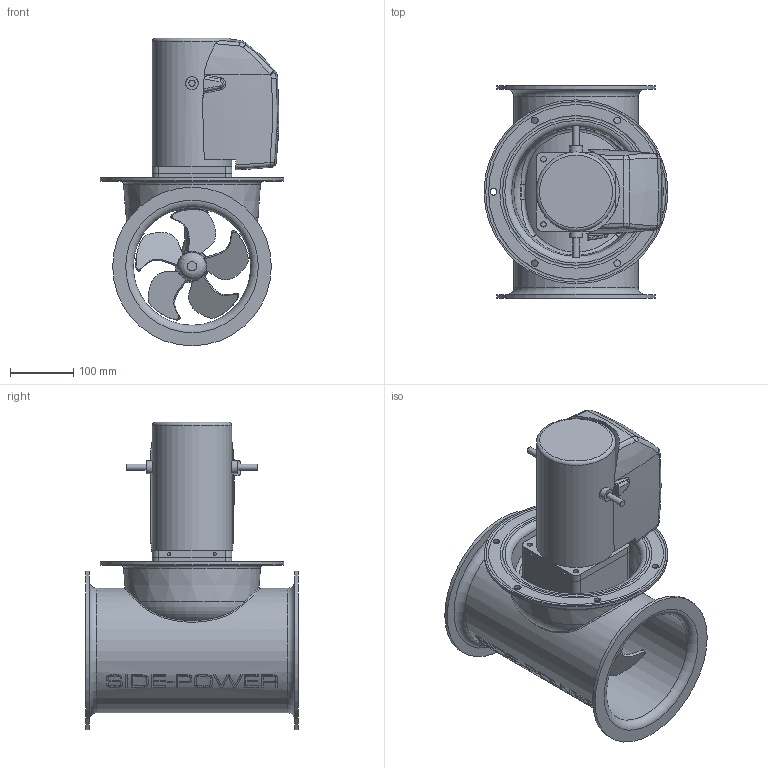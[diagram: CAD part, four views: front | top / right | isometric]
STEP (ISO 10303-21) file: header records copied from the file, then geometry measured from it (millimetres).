
FILE_DESCRIPTION(/* description */ (''),/* implementation_level */ '2;1');
FILE_NAME(/* name */ 'SE60_185mm STERN.stp',/* time_stamp */ '2016-03-16T12:47:03+01:00',/* author */ ('elvira'),/* organization */ (''),/* preprocessor_version */ 'ST-DEVELOPER v16.1',/* originating_system */ 'Autodesk Inventor 2016',/* authorisation */ '');
FILE_SCHEMA (('AUTOMOTIVE_DESIGN { 1 0 10303 214 3 1 1 }'));
Length unit declared in the file: millimetre
Products named in the file (1): SE60-185 STERN
Bounding box: 290 x 335 x 485 mm (x, y, z)
Volume: 7415445.5 mm3; surface area: 987943 mm2
Topology: 4 solids, 4 shells, 728 faces, 1833 edges, 1155 vertices
Faces by surface type: bspline 347, plane 230, cylinder 117, torus 23, cone 11
Full cylindrical faces by diameter (mm): 4 x2, 4.917 x2, 5 x2, 6 x2, 8.5 x4, 8.7 x2, 10 x2, 10.5 x6, 16 x1, 20 x2, 24 x1, 26 x1, 28.5 x1, 41 x1, 80 x1, 125 x1, 185 x1, 196 x1, 250 x2, 290 x1
Entity records: 40222 total; most frequent: CARTESIAN_POINT 24797, ORIENTED_EDGE 3468, DIRECTION 2090, EDGE_CURVE 1734, VERTEX_POINT 1119, EDGE_LOOP 874, B_SPLINE_CURVE_WITH_KNOTS 791, AXIS2_PLACEMENT_3D 768
